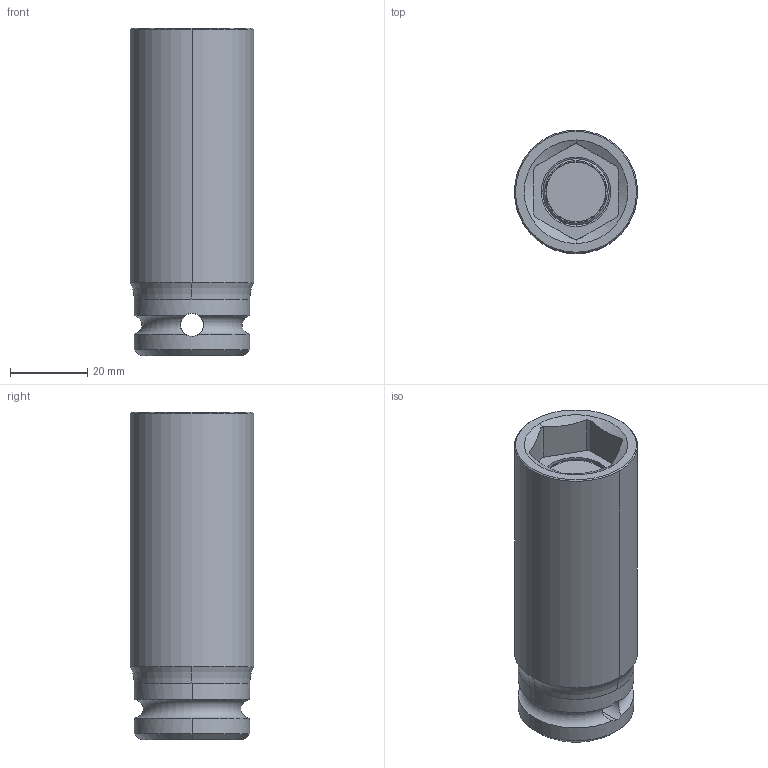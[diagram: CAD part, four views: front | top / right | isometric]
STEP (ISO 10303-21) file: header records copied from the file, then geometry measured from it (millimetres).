
FILE_DESCRIPTION((''),'2;1');
FILE_NAME('4027134022','2023-09-25T15:47:48',('a00565553'),(''),'CREO PARAMETRIC BY PTC INC, 2022414','CREO PARAMETRIC BY PTC INC, 2022414','');
FILE_SCHEMA(('CONFIG_CONTROL_DESIGN','GEOMETRIC_VALIDATION_PROPERTIES_MIM'));
Length unit declared in the file: millimetre
Products named in the file (1): 4027134022
Bounding box: 32 x 32 x 85 mm (x, y, z)
Volume: 48859.6 mm3; surface area: 17739.2 mm2
Topology: 5 solids, 5 shells, 99 faces, 237 edges, 146 vertices
Faces by surface type: cylinder 37, plane 26, cone 16, torus 14, bspline 6
Entity records: 5599 total; most frequent: CARTESIAN_POINT 3065, DIRECTION 488, ORIENTED_EDGE 474, EDGE_CURVE 237, AXIS2_PLACEMENT_3D 205, VERTEX_POINT 146, CIRCLE 112, EDGE_LOOP 107
